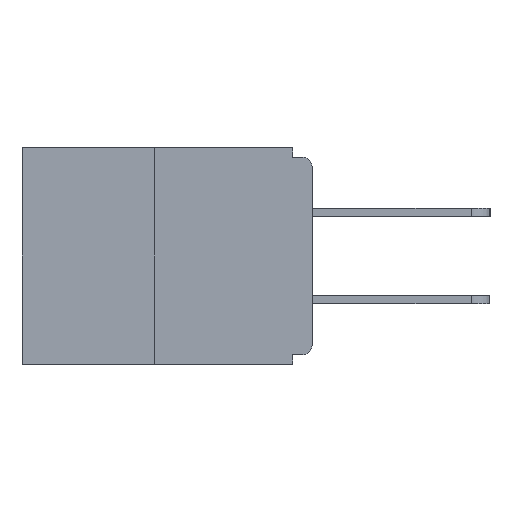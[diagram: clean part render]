
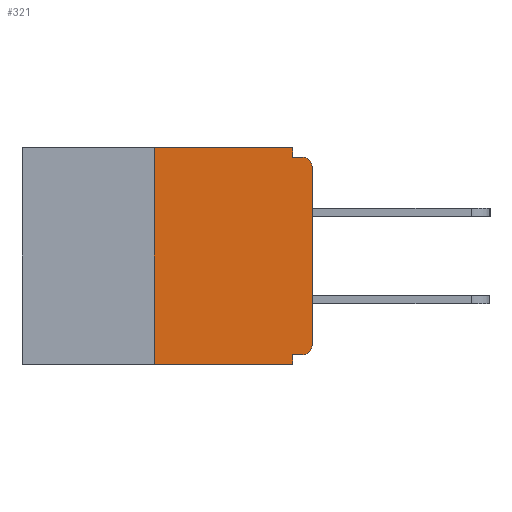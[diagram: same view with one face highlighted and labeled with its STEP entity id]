
A CAD part, left-side view. The second image highlights one B-rep face of the part: STEP entity #321.
In plain terms, the highlighted planar face has unit normal (-1, 0, 0).
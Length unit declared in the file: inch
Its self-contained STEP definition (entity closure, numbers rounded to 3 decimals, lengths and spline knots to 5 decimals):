
#220 = CARTESIAN_POINT ( 'NONE',  ( 0., 0.031, -0.343 ) ) ;
#249 = CARTESIAN_POINT ( 'NONE',  ( 0., 0.46, 0. ) ) ;
#321 = ADVANCED_FACE ( 'NONE', ( #15948 ), #6833, .F. ) ;
#401 = ORIENTED_EDGE ( 'NONE', *, *, #10762, .F. ) ;
#575 = ORIENTED_EDGE ( 'NONE', *, *, #7407, .F. ) ;
#1211 = LINE ( 'NONE', #6100, #14045 ) ;
#1410 = AXIS2_PLACEMENT_3D ( 'NONE', #6014, #9885, #13577 ) ;
#1487 = CARTESIAN_POINT ( 'NONE',  ( 0., 0.015, -0.03 ) ) ;
#1540 = DIRECTION ( 'NONE',  ( 1., 0., 0. ) ) ;
#1542 = CIRCLE ( 'NONE', #15072, 0.015 ) ;
#1585 = CARTESIAN_POINT ( 'NONE',  ( 0., 0.25, 0. ) ) ;
#1594 = DIRECTION ( 'NONE',  ( -1., 0., 0. ) ) ;
#1668 = VECTOR ( 'NONE', #15166, 39.37008 ) ;
#1950 = VERTEX_POINT ( 'NONE', #13913 ) ;
#1954 = ORIENTED_EDGE ( 'NONE', *, *, #4737, .T. ) ;
#2055 = CARTESIAN_POINT ( 'NONE',  ( 0., 0.015, -0.328 ) ) ;
#2314 = CARTESIAN_POINT ( 'NONE',  ( 0., 0.46, 0. ) ) ;
#2576 = EDGE_CURVE ( 'NONE', #7179, #1950, #8485, .T. ) ;
#2787 = ORIENTED_EDGE ( 'NONE', *, *, #11948, .T. ) ;
#2986 = VERTEX_POINT ( 'NONE', #8489 ) ;
#3473 = DIRECTION ( 'NONE',  ( 0., 0., -1. ) ) ;
#3996 = DIRECTION ( 'NONE',  ( 0., 0., -1. ) ) ;
#4002 = VERTEX_POINT ( 'NONE', #2055 ) ;
#4257 = VECTOR ( 'NONE', #10353, 39.37008 ) ;
#4658 = CARTESIAN_POINT ( 'NONE',  ( 0., 0.015, -0.015 ) ) ;
#4737 = EDGE_CURVE ( 'NONE', #4002, #2986, #14397, .T. ) ;
#4765 = CARTESIAN_POINT ( 'NONE',  ( 0., 0.031, -0.015 ) ) ;
#4772 = VERTEX_POINT ( 'NONE', #9787 ) ;
#5231 = CARTESIAN_POINT ( 'NONE',  ( 0., 0.46, -0.343 ) ) ;
#5255 = VECTOR ( 'NONE', #16037, 39.37008 ) ;
#5356 = LINE ( 'NONE', #6338, #1668 ) ;
#5360 = LINE ( 'NONE', #15507, #10482 ) ;
#5721 = CARTESIAN_POINT ( 'NONE',  ( 0., 0., -0.03 ) ) ;
#6014 = CARTESIAN_POINT ( 'NONE',  ( 0., 0.015, -0.313 ) ) ;
#6100 = CARTESIAN_POINT ( 'NONE',  ( 0., 0.031, 0. ) ) ;
#6125 = VECTOR ( 'NONE', #7863, 39.37008 ) ;
#6180 = ORIENTED_EDGE ( 'NONE', *, *, #13024, .T. ) ;
#6338 = CARTESIAN_POINT ( 'NONE',  ( 0., 0., -0.015 ) ) ;
#6379 = ORIENTED_EDGE ( 'NONE', *, *, #9403, .F. ) ;
#6668 = DIRECTION ( 'NONE',  ( 0., 0., 1. ) ) ;
#6833 = PLANE ( 'NONE',  #10073 ) ;
#7047 = CARTESIAN_POINT ( 'NONE',  ( 0., 0.25, -0.343 ) ) ;
#7179 = VERTEX_POINT ( 'NONE', #7047 ) ;
#7239 = ORIENTED_EDGE ( 'NONE', *, *, #11231, .T. ) ;
#7295 = LINE ( 'NONE', #220, #13315 ) ;
#7407 = EDGE_CURVE ( 'NONE', #9096, #9500, #5356, .T. ) ;
#7578 = LINE ( 'NONE', #5231, #4257 ) ;
#7707 = LINE ( 'NONE', #11563, #6125 ) ;
#7863 = DIRECTION ( 'NONE',  ( 0., 1., 0. ) ) ;
#8264 = ORIENTED_EDGE ( 'NONE', *, *, #14790, .F. ) ;
#8485 = LINE ( 'NONE', #1585, #13323 ) ;
#8489 = CARTESIAN_POINT ( 'NONE',  ( 0., 0., -0.313 ) ) ;
#8927 = DIRECTION ( 'NONE',  ( 0., 0., -1. ) ) ;
#9094 = ORIENTED_EDGE ( 'NONE', *, *, #2576, .F. ) ;
#9096 = VERTEX_POINT ( 'NONE', #4765 ) ;
#9403 = EDGE_CURVE ( 'NONE', #4772, #9096, #1211, .T. ) ;
#9479 = CARTESIAN_POINT ( 'NONE',  ( 0., 0.031, -0.328 ) ) ;
#9500 = VERTEX_POINT ( 'NONE', #4658 ) ;
#9570 = ORIENTED_EDGE ( 'NONE', *, *, #14464, .F. ) ;
#9787 = CARTESIAN_POINT ( 'NONE',  ( 0., 0.031, 0. ) ) ;
#9885 = DIRECTION ( 'NONE',  ( -1., 0., 0. ) ) ;
#10073 = AXIS2_PLACEMENT_3D ( 'NONE', #249, #1540, #3996 ) ;
#10353 = DIRECTION ( 'NONE',  ( 0., -1., 0. ) ) ;
#10469 = EDGE_LOOP ( 'NONE', ( #401, #9094, #2787, #8264, #9570, #1954, #6180, #7239, #575, #6379 ) ) ;
#10482 = VECTOR ( 'NONE', #6668, 39.37008 ) ;
#10762 = EDGE_CURVE ( 'NONE', #1950, #4772, #13626, .T. ) ;
#11231 = EDGE_CURVE ( 'NONE', #14650, #9500, #1542, .T. ) ;
#11437 = CARTESIAN_POINT ( 'NONE',  ( 0., 0.031, -0.343 ) ) ;
#11563 = CARTESIAN_POINT ( 'NONE',  ( 0., 0., -0.328 ) ) ;
#11948 = EDGE_CURVE ( 'NONE', #7179, #12926, #7578, .T. ) ;
#12690 = DIRECTION ( 'NONE',  ( 0., 0., -1. ) ) ;
#12926 = VERTEX_POINT ( 'NONE', #11437 ) ;
#13024 = EDGE_CURVE ( 'NONE', #2986, #14650, #5360, .T. ) ;
#13047 = DIRECTION ( 'NONE',  ( 0., 0., 1. ) ) ;
#13315 = VECTOR ( 'NONE', #12690, 39.37008 ) ;
#13323 = VECTOR ( 'NONE', #13047, 39.37008 ) ;
#13577 = DIRECTION ( 'NONE',  ( 0., 0., -1. ) ) ;
#13626 = LINE ( 'NONE', #2314, #5255 ) ;
#13913 = CARTESIAN_POINT ( 'NONE',  ( 0., 0.25, 0. ) ) ;
#14045 = VECTOR ( 'NONE', #3473, 39.37008 ) ;
#14397 = CIRCLE ( 'NONE', #1410, 0.015 ) ;
#14464 = EDGE_CURVE ( 'NONE', #4002, #14599, #7707, .T. ) ;
#14599 = VERTEX_POINT ( 'NONE', #9479 ) ;
#14650 = VERTEX_POINT ( 'NONE', #5721 ) ;
#14790 = EDGE_CURVE ( 'NONE', #14599, #12926, #7295, .T. ) ;
#15072 = AXIS2_PLACEMENT_3D ( 'NONE', #1487, #1594, #8927 ) ;
#15166 = DIRECTION ( 'NONE',  ( 0., -1., 0. ) ) ;
#15507 = CARTESIAN_POINT ( 'NONE',  ( 0., 0., 0. ) ) ;
#15948 = FACE_OUTER_BOUND ( 'NONE', #10469, .T. ) ;
#16037 = DIRECTION ( 'NONE',  ( 0., -1., 0. ) ) ;
